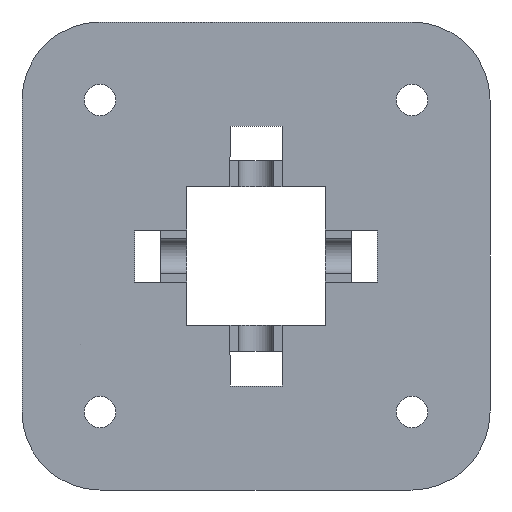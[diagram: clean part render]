
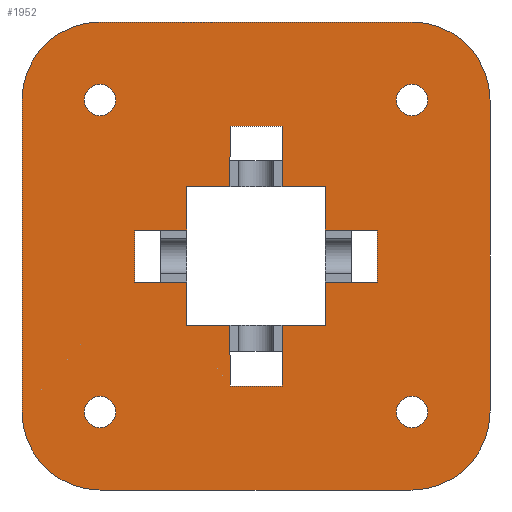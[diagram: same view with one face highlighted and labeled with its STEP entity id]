
A CAD part, front view. The second image highlights one B-rep face of the part: STEP entity #1952.
In plain terms, the highlighted planar face has unit normal (0, -1, 0).
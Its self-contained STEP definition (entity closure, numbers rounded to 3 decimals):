
#54=LINE('',#2814,#286);
#55=LINE('',#2818,#287);
#56=LINE('',#2822,#288);
#57=LINE('',#2825,#289);
#58=LINE('',#2828,#290);
#59=LINE('',#2830,#291);
#60=LINE('',#2832,#292);
#61=LINE('',#2834,#293);
#62=LINE('',#2836,#294);
#63=LINE('',#2838,#295);
#64=LINE('',#2840,#296);
#65=LINE('',#2842,#297);
#66=LINE('',#2844,#298);
#67=LINE('',#2846,#299);
#68=LINE('',#2848,#300);
#69=LINE('',#2850,#301);
#70=LINE('',#2852,#302);
#71=LINE('',#2854,#303);
#72=LINE('',#2856,#304);
#73=LINE('',#2858,#305);
#74=LINE('',#2860,#306);
#75=LINE('',#2862,#307);
#76=LINE('',#2864,#308);
#77=LINE('',#2865,#309);
#286=VECTOR('',#2252,90.);
#287=VECTOR('',#2255,90.);
#288=VECTOR('',#2258,90.);
#289=VECTOR('',#2261,90.);
#290=VECTOR('',#2262,15.);
#291=VECTOR('',#2263,15.);
#292=VECTOR('',#2264,12.5);
#293=VECTOR('',#2265,12.5);
#294=VECTOR('',#2266,17.5);
#295=VECTOR('',#2267,15.);
#296=VECTOR('',#2268,17.5);
#297=VECTOR('',#2269,12.5);
#298=VECTOR('',#2270,12.5);
#299=VECTOR('',#2271,15.);
#300=VECTOR('',#2272,15.);
#301=VECTOR('',#2273,15.);
#302=VECTOR('',#2274,12.5);
#303=VECTOR('',#2275,12.5);
#304=VECTOR('',#2276,17.5);
#305=VECTOR('',#2277,15.);
#306=VECTOR('',#2278,17.5);
#307=VECTOR('',#2279,12.5);
#308=VECTOR('',#2280,12.5);
#309=VECTOR('',#2281,15.);
#518=PLANE('',#2068);
#596=FACE_BOUND('',#721,.T.);
#597=FACE_BOUND('',#722,.T.);
#598=FACE_BOUND('',#723,.T.);
#599=FACE_BOUND('',#724,.T.);
#600=FACE_BOUND('',#725,.T.);
#610=FACE_OUTER_BOUND('',#720,.T.);
#720=EDGE_LOOP('',(#1340,#1341,#1342,#1343,#1344,#1345,#1346,#1347));
#721=EDGE_LOOP('',(#1348));
#722=EDGE_LOOP('',(#1349));
#723=EDGE_LOOP('',(#1350));
#724=EDGE_LOOP('',(#1351));
#725=EDGE_LOOP('',(#1352,#1353,#1354,#1355,#1356,#1357,#1358,#1359,#1360,
#1361,#1362,#1363,#1364,#1365,#1366,#1367,#1368,#1369,#1370,#1371));
#833=CIRCLE('',#2058,4.5);
#835=CIRCLE('',#2061,4.5);
#837=CIRCLE('',#2064,4.5);
#839=CIRCLE('',#2067,4.5);
#840=CIRCLE('',#2069,22.5);
#841=CIRCLE('',#2070,22.5);
#842=CIRCLE('',#2071,22.5);
#843=CIRCLE('',#2072,22.5);
#857=VERTEX_POINT('',#2792);
#859=VERTEX_POINT('',#2797);
#861=VERTEX_POINT('',#2802);
#863=VERTEX_POINT('',#2807);
#864=VERTEX_POINT('',#2810);
#865=VERTEX_POINT('',#2811);
#866=VERTEX_POINT('',#2813);
#867=VERTEX_POINT('',#2815);
#868=VERTEX_POINT('',#2817);
#869=VERTEX_POINT('',#2819);
#870=VERTEX_POINT('',#2821);
#871=VERTEX_POINT('',#2823);
#872=VERTEX_POINT('',#2826);
#873=VERTEX_POINT('',#2827);
#874=VERTEX_POINT('',#2829);
#875=VERTEX_POINT('',#2831);
#876=VERTEX_POINT('',#2833);
#877=VERTEX_POINT('',#2835);
#878=VERTEX_POINT('',#2837);
#879=VERTEX_POINT('',#2839);
#880=VERTEX_POINT('',#2841);
#881=VERTEX_POINT('',#2843);
#882=VERTEX_POINT('',#2845);
#883=VERTEX_POINT('',#2847);
#884=VERTEX_POINT('',#2849);
#885=VERTEX_POINT('',#2851);
#886=VERTEX_POINT('',#2853);
#887=VERTEX_POINT('',#2855);
#888=VERTEX_POINT('',#2857);
#889=VERTEX_POINT('',#2859);
#890=VERTEX_POINT('',#2861);
#891=VERTEX_POINT('',#2863);
#1041=EDGE_CURVE('',#857,#857,#833,.T.);
#1043=EDGE_CURVE('',#859,#859,#835,.T.);
#1045=EDGE_CURVE('',#861,#861,#837,.T.);
#1047=EDGE_CURVE('',#863,#863,#839,.T.);
#1048=EDGE_CURVE('',#864,#865,#840,.T.);
#1049=EDGE_CURVE('',#866,#865,#54,.T.);
#1050=EDGE_CURVE('',#866,#867,#841,.T.);
#1051=EDGE_CURVE('',#868,#867,#55,.T.);
#1052=EDGE_CURVE('',#868,#869,#842,.T.);
#1053=EDGE_CURVE('',#870,#869,#56,.T.);
#1054=EDGE_CURVE('',#870,#871,#843,.T.);
#1055=EDGE_CURVE('',#864,#871,#57,.T.);
#1056=EDGE_CURVE('',#872,#873,#58,.T.);
#1057=EDGE_CURVE('',#874,#872,#59,.T.);
#1058=EDGE_CURVE('',#874,#875,#60,.T.);
#1059=EDGE_CURVE('',#875,#876,#61,.T.);
#1060=EDGE_CURVE('',#876,#877,#62,.T.);
#1061=EDGE_CURVE('',#877,#878,#63,.T.);
#1062=EDGE_CURVE('',#878,#879,#64,.T.);
#1063=EDGE_CURVE('',#879,#880,#65,.T.);
#1064=EDGE_CURVE('',#880,#881,#66,.T.);
#1065=EDGE_CURVE('',#881,#882,#67,.T.);
#1066=EDGE_CURVE('',#882,#883,#68,.T.);
#1067=EDGE_CURVE('',#883,#884,#69,.T.);
#1068=EDGE_CURVE('',#884,#885,#70,.T.);
#1069=EDGE_CURVE('',#885,#886,#71,.T.);
#1070=EDGE_CURVE('',#887,#886,#72,.T.);
#1071=EDGE_CURVE('',#888,#887,#73,.T.);
#1072=EDGE_CURVE('',#889,#888,#74,.T.);
#1073=EDGE_CURVE('',#889,#890,#75,.T.);
#1074=EDGE_CURVE('',#890,#891,#76,.T.);
#1075=EDGE_CURVE('',#873,#891,#77,.T.);
#1340=ORIENTED_EDGE('',*,*,#1048,.T.);
#1341=ORIENTED_EDGE('',*,*,#1049,.F.);
#1342=ORIENTED_EDGE('',*,*,#1050,.T.);
#1343=ORIENTED_EDGE('',*,*,#1051,.F.);
#1344=ORIENTED_EDGE('',*,*,#1052,.T.);
#1345=ORIENTED_EDGE('',*,*,#1053,.F.);
#1346=ORIENTED_EDGE('',*,*,#1054,.T.);
#1347=ORIENTED_EDGE('',*,*,#1055,.F.);
#1348=ORIENTED_EDGE('',*,*,#1045,.T.);
#1349=ORIENTED_EDGE('',*,*,#1043,.T.);
#1350=ORIENTED_EDGE('',*,*,#1047,.T.);
#1351=ORIENTED_EDGE('',*,*,#1041,.T.);
#1352=ORIENTED_EDGE('',*,*,#1056,.F.);
#1353=ORIENTED_EDGE('',*,*,#1057,.F.);
#1354=ORIENTED_EDGE('',*,*,#1058,.T.);
#1355=ORIENTED_EDGE('',*,*,#1059,.T.);
#1356=ORIENTED_EDGE('',*,*,#1060,.T.);
#1357=ORIENTED_EDGE('',*,*,#1061,.T.);
#1358=ORIENTED_EDGE('',*,*,#1062,.T.);
#1359=ORIENTED_EDGE('',*,*,#1063,.T.);
#1360=ORIENTED_EDGE('',*,*,#1064,.T.);
#1361=ORIENTED_EDGE('',*,*,#1065,.T.);
#1362=ORIENTED_EDGE('',*,*,#1066,.T.);
#1363=ORIENTED_EDGE('',*,*,#1067,.T.);
#1364=ORIENTED_EDGE('',*,*,#1068,.T.);
#1365=ORIENTED_EDGE('',*,*,#1069,.T.);
#1366=ORIENTED_EDGE('',*,*,#1070,.F.);
#1367=ORIENTED_EDGE('',*,*,#1071,.F.);
#1368=ORIENTED_EDGE('',*,*,#1072,.F.);
#1369=ORIENTED_EDGE('',*,*,#1073,.T.);
#1370=ORIENTED_EDGE('',*,*,#1074,.T.);
#1371=ORIENTED_EDGE('',*,*,#1075,.F.);
#1952=ADVANCED_FACE('',(#610,#596,#597,#598,#599,#600),#518,.T.);
#2058=AXIS2_PLACEMENT_3D('',#2793,#2228,#2229);
#2061=AXIS2_PLACEMENT_3D('',#2798,#2234,#2235);
#2064=AXIS2_PLACEMENT_3D('',#2803,#2240,#2241);
#2067=AXIS2_PLACEMENT_3D('',#2808,#2246,#2247);
#2068=AXIS2_PLACEMENT_3D('',#2809,#2248,#2249);
#2069=AXIS2_PLACEMENT_3D('',#2812,#2250,#2251);
#2070=AXIS2_PLACEMENT_3D('',#2816,#2253,#2254);
#2071=AXIS2_PLACEMENT_3D('',#2820,#2256,#2257);
#2072=AXIS2_PLACEMENT_3D('',#2824,#2259,#2260);
#2228=DIRECTION('center_axis',(0.,1.,0.));
#2229=DIRECTION('ref_axis',(0.,0.,-1.));
#2234=DIRECTION('center_axis',(0.,1.,0.));
#2235=DIRECTION('ref_axis',(0.,0.,-1.));
#2240=DIRECTION('center_axis',(0.,1.,0.));
#2241=DIRECTION('ref_axis',(0.,0.,1.));
#2246=DIRECTION('center_axis',(0.,1.,0.));
#2247=DIRECTION('ref_axis',(0.,0.,1.));
#2248=DIRECTION('center_axis',(0.,-1.,0.));
#2249=DIRECTION('ref_axis',(0.,0.,-1.));
#2250=DIRECTION('center_axis',(0.,-1.,0.));
#2251=DIRECTION('ref_axis',(0.,0.,-1.));
#2252=DIRECTION('',(1.,0.,0.));
#2253=DIRECTION('center_axis',(0.,-1.,0.));
#2254=DIRECTION('ref_axis',(0.,0.,-1.));
#2255=DIRECTION('',(0.,0.,1.));
#2256=DIRECTION('center_axis',(0.,-1.,0.));
#2257=DIRECTION('ref_axis',(0.,0.,-1.));
#2258=DIRECTION('',(-1.,0.,0.));
#2259=DIRECTION('center_axis',(0.,-1.,0.));
#2260=DIRECTION('ref_axis',(0.,0.,-1.));
#2261=DIRECTION('',(0.,0.,-1.));
#2262=DIRECTION('',(0.,0.,-1.));
#2263=DIRECTION('',(-1.,0.,0.));
#2264=DIRECTION('',(0.,0.,1.));
#2265=DIRECTION('',(1.,0.,0.));
#2266=DIRECTION('',(0.,0.,1.));
#2267=DIRECTION('',(1.,0.,0.));
#2268=DIRECTION('',(0.,0.,-1.));
#2269=DIRECTION('',(1.,0.,0.));
#2270=DIRECTION('',(0.,0.,-1.));
#2271=DIRECTION('',(1.,0.,0.));
#2272=DIRECTION('',(0.,0.,-1.));
#2273=DIRECTION('',(-1.,0.,0.));
#2274=DIRECTION('',(0.,0.,-1.));
#2275=DIRECTION('',(-1.,0.,0.));
#2276=DIRECTION('',(0.,0.,1.));
#2277=DIRECTION('',(1.,0.,0.));
#2278=DIRECTION('',(0.,0.,-1.));
#2279=DIRECTION('',(-1.,0.,0.));
#2280=DIRECTION('',(0.,0.,1.));
#2281=DIRECTION('',(1.,0.,0.));
#2792=CARTESIAN_POINT('',(-45.,0.,40.5));
#2793=CARTESIAN_POINT('Origin',(-45.,0.,45.));
#2797=CARTESIAN_POINT('',(45.,0.,40.5));
#2798=CARTESIAN_POINT('Origin',(45.,0.,45.));
#2802=CARTESIAN_POINT('',(45.,0.,-49.5));
#2803=CARTESIAN_POINT('Origin',(45.,0.,-45.));
#2807=CARTESIAN_POINT('',(-45.,0.,-49.5));
#2808=CARTESIAN_POINT('Origin',(-45.,0.,-45.));
#2809=CARTESIAN_POINT('Origin',(-67.5,0.,-67.5));
#2810=CARTESIAN_POINT('',(67.5,0.,45.));
#2811=CARTESIAN_POINT('',(45.,0.,67.5));
#2812=CARTESIAN_POINT('Origin',(45.,0.,45.));
#2813=CARTESIAN_POINT('',(-45.,0.,67.5));
#2814=CARTESIAN_POINT('',(-67.5,0.,67.5));
#2815=CARTESIAN_POINT('',(-67.5,0.,45.));
#2816=CARTESIAN_POINT('Origin',(-45.,0.,45.));
#2817=CARTESIAN_POINT('',(-67.5,0.,-45.));
#2818=CARTESIAN_POINT('',(-67.5,0.,67.5));
#2819=CARTESIAN_POINT('',(-45.,0.,-67.5));
#2820=CARTESIAN_POINT('Origin',(-45.,0.,-45.));
#2821=CARTESIAN_POINT('',(45.,0.,-67.5));
#2822=CARTESIAN_POINT('',(-67.5,0.,-67.5));
#2823=CARTESIAN_POINT('',(67.5,0.,-45.));
#2824=CARTESIAN_POINT('Origin',(45.,0.,-45.));
#2825=CARTESIAN_POINT('',(67.5,0.,67.5));
#2826=CARTESIAN_POINT('',(-35.,0.,7.5));
#2827=CARTESIAN_POINT('',(-35.,0.,-7.5));
#2828=CARTESIAN_POINT('',(-35.,0.,-7.5));
#2829=CARTESIAN_POINT('',(-20.,0.,7.5));
#2830=CARTESIAN_POINT('',(-20.,0.,7.5));
#2831=CARTESIAN_POINT('',(-20.,0.,20.));
#2832=CARTESIAN_POINT('',(-20.,0.,-20.));
#2833=CARTESIAN_POINT('',(-7.5,0.,20.));
#2834=CARTESIAN_POINT('',(-20.,0.,20.));
#2835=CARTESIAN_POINT('',(-7.5,0.,37.5));
#2836=CARTESIAN_POINT('',(-7.5,0.,20.));
#2837=CARTESIAN_POINT('',(7.5,0.,37.5));
#2838=CARTESIAN_POINT('',(7.5,0.,37.5));
#2839=CARTESIAN_POINT('',(7.5,0.,20.));
#2840=CARTESIAN_POINT('',(7.5,0.,20.));
#2841=CARTESIAN_POINT('',(20.,0.,20.));
#2842=CARTESIAN_POINT('',(-20.,0.,20.));
#2843=CARTESIAN_POINT('',(20.,0.,7.5));
#2844=CARTESIAN_POINT('',(20.,0.,-20.));
#2845=CARTESIAN_POINT('',(35.,0.,7.5));
#2846=CARTESIAN_POINT('',(20.,0.,7.5));
#2847=CARTESIAN_POINT('',(35.,0.,-7.5));
#2848=CARTESIAN_POINT('',(35.,0.,-7.5));
#2849=CARTESIAN_POINT('',(20.,0.,-7.5));
#2850=CARTESIAN_POINT('',(20.,0.,-7.5));
#2851=CARTESIAN_POINT('',(20.,0.,-20.));
#2852=CARTESIAN_POINT('',(20.,0.,-20.));
#2853=CARTESIAN_POINT('',(7.5,0.,-20.));
#2854=CARTESIAN_POINT('',(-20.,0.,-20.));
#2855=CARTESIAN_POINT('',(7.5,0.,-37.5));
#2856=CARTESIAN_POINT('',(7.5,0.,-20.));
#2857=CARTESIAN_POINT('',(-7.5,0.,-37.5));
#2858=CARTESIAN_POINT('',(7.5,0.,-37.5));
#2859=CARTESIAN_POINT('',(-7.5,0.,-20.));
#2860=CARTESIAN_POINT('',(-7.5,0.,-20.));
#2861=CARTESIAN_POINT('',(-20.,0.,-20.));
#2862=CARTESIAN_POINT('',(-20.,0.,-20.));
#2863=CARTESIAN_POINT('',(-20.,0.,-7.5));
#2864=CARTESIAN_POINT('',(-20.,0.,-20.));
#2865=CARTESIAN_POINT('',(-20.,0.,-7.5));
